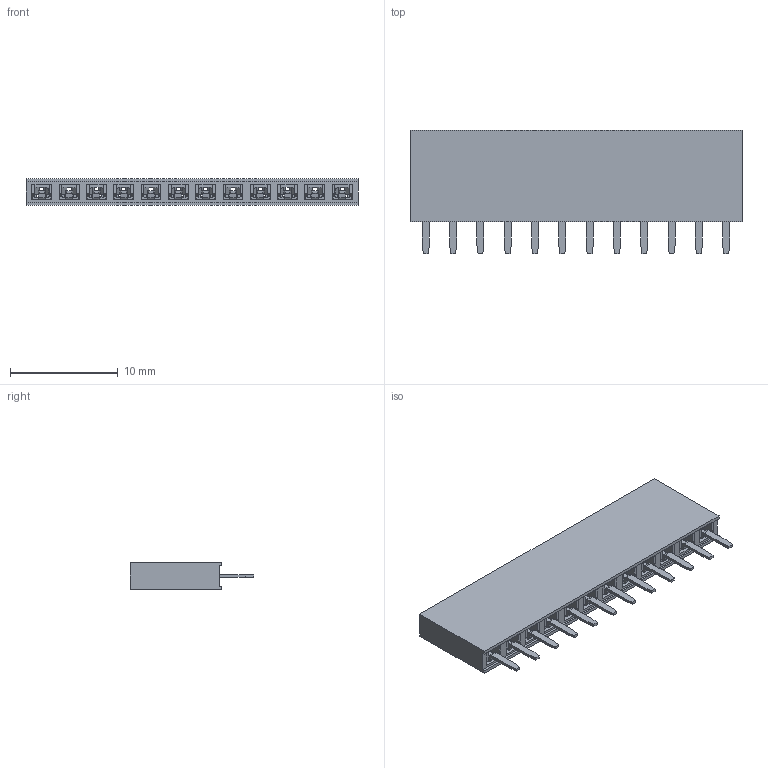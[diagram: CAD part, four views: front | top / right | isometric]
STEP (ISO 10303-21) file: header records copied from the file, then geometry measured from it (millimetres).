
FILE_DESCRIPTION(('STEP AP242'),'1');
FILE_NAME('m20-7821242.stp','2023-08-29T00:36:10',('TraceParts'),('TraceParts S.A.'),'Spatial InterOp 3D',' ',' ');
FILE_SCHEMA(('AP242_MANAGED_MODEL_BASED_3D_ENGINEERING_MIM_LF {1 0 10303 442 1 1 4}'));
Length unit declared in the file: millimetre
Products named in the file (1): m20-7821242_1
Bounding box: 30.88 x 11.5 x 2.5 mm (x, y, z)
Volume: 481.6 mm3; surface area: 1816.1 mm2
Topology: 13 solids, 13 shells, 1246 faces, 3276 edges, 2080 vertices
Faces by surface type: plane 982, cylinder 264
Entity records: 40980 total; most frequent: CARTESIAN_POINT 6615, ORIENTED_EDGE 6552, DIRECTION 6322, EDGE_CURVE 3276, LINE 2748, VECTOR 2748, VERTEX_POINT 2080, AXIS2_PLACEMENT_3D 1787
